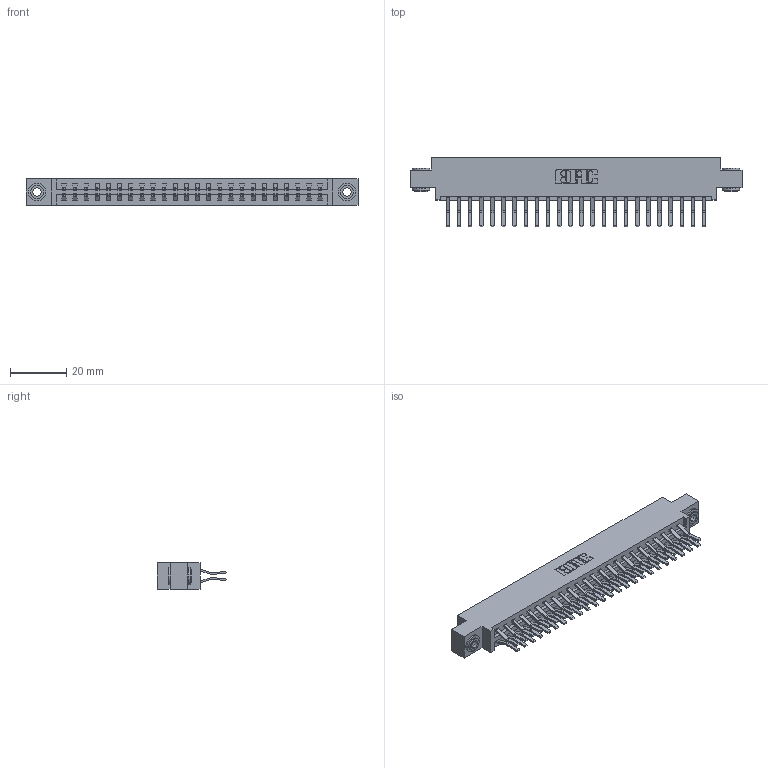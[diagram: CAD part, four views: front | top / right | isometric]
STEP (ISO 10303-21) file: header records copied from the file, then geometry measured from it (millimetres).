
FILE_DESCRIPTION (( 'STEP AP203' ), '1' );
FILE_NAME ('337-048-560-803.STEP', '2018-08-09T20:10:10', ( '' ), ( '' ), 'SwSTEP 2.0', 'SolidWorks 2016', '' );
FILE_SCHEMA (( 'CONFIG_CONTROL_DESIGN' ));
Length unit declared in the file: inch
Products named in the file (4): 345-250-002_345-250-002-102; 337-048-560-803; 337 Part_0.170 Offset - 0.156 Dia-TH; 345-292-001_560 Tail
Assembly tree (51 placements, depth 2):
  337-048-560-803
    337 Part_0.170 Offset - 0.156 Dia-TH
    345-292-001_560 Tail  x48
    345-250-002_345-250-002-102  x2
Bounding box: 118.11 x 24.78 x 9.4 mm (x, y, z)
Volume: 12424.3 mm3; surface area: 15113.7 mm2
Topology: 51 solids, 51 shells, 2844 faces, 8415 edges, 5542 vertices
Faces by surface type: plane 1908, cylinder 928, cone 8
Entity records: 21806 total; most frequent: CARTESIAN_POINT 3665, ORIENTED_EDGE 3594, DIRECTION 3187, EDGE_CURVE 1797, LINE 1641, VECTOR 1641, VERTEX_POINT 1194, AXIS2_PLACEMENT_3D 773
